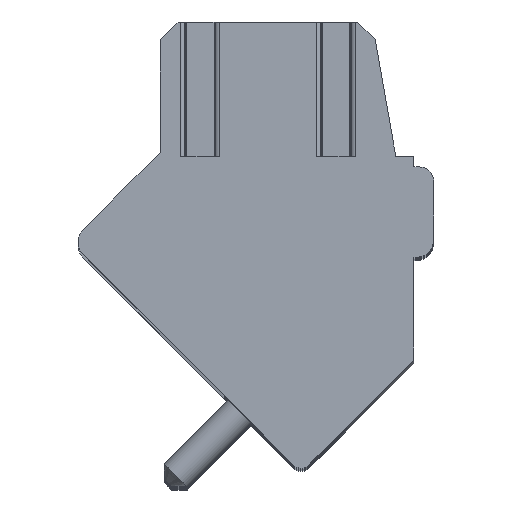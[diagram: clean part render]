
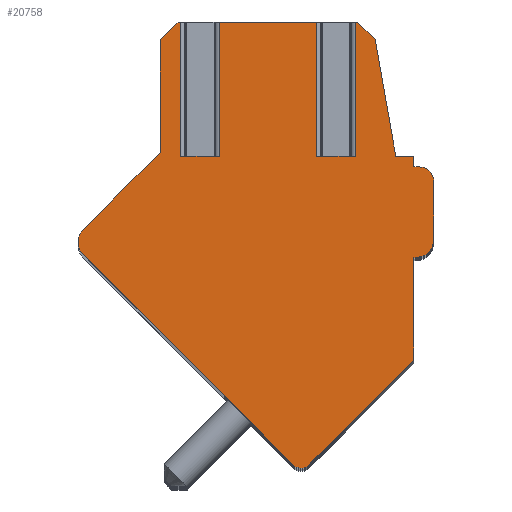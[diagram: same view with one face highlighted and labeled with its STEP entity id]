
A CAD part, top view. The second image highlights one B-rep face of the part: STEP entity #20758.
In plain terms, the highlighted planar face has unit normal (0, 0, 1).
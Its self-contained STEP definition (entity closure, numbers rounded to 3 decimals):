
#2637=DIRECTION('',(0.707,-0.707,0.));
#2638=VECTOR('',#2637,8.2);
#2639=CARTESIAN_POINT('',(-4.761,0.072,1.75));
#2640=LINE('',#2639,#2638);
#3040=DIRECTION('',(1.,0.,0.));
#3041=VECTOR('',#3040,1.07);
#3042=CARTESIAN_POINT('',(1.673,2.8,1.75));
#3043=LINE('',#3042,#3041);
#3044=DIRECTION('',(0.,1.,0.));
#3045=VECTOR('',#3044,3.7);
#3046=CARTESIAN_POINT('',(2.743,2.8,1.75));
#3047=LINE('',#3046,#3045);
#3048=DIRECTION('',(-1.,0.,0.));
#3049=VECTOR('',#3048,0.068);
#3050=CARTESIAN_POINT('',(2.811,6.5,1.75));
#3051=LINE('',#3050,#3049);
#3052=DIRECTION('',(-0.707,0.707,0.));
#3053=VECTOR('',#3052,0.677);
#3054=CARTESIAN_POINT('',(3.29,6.021,1.75));
#3055=LINE('',#3054,#3053);
#3056=DIRECTION('',(-0.174,0.985,0.));
#3057=VECTOR('',#3056,3.271);
#3058=CARTESIAN_POINT('',(3.858,2.8,1.75));
#3059=LINE('',#3058,#3057);
#3060=DIRECTION('',(-1.,0.,0.));
#3061=VECTOR('',#3060,0.5);
#3062=CARTESIAN_POINT('',(4.358,2.8,1.75));
#3063=LINE('',#3062,#3061);
#3064=DIRECTION('',(0.,1.,0.));
#3065=VECTOR('',#3064,0.3);
#3066=CARTESIAN_POINT('',(4.358,2.5,1.75));
#3067=LINE('',#3066,#3065);
#3068=DIRECTION('',(-1.,0.,0.));
#3069=VECTOR('',#3068,0.15);
#3070=CARTESIAN_POINT('',(4.508,2.5,1.75));
#3071=LINE('',#3070,#3069);
#3072=CARTESIAN_POINT('',(4.508,2.1,1.75));
#3073=DIRECTION('',(0.,0.,1.));
#3074=DIRECTION('',(1.,0.,0.));
#3075=AXIS2_PLACEMENT_3D('',#3072,#3073,#3074);
#3077=DIRECTION('',(0.,1.,0.));
#3078=VECTOR('',#3077,1.6);
#3079=CARTESIAN_POINT('',(4.908,0.5,1.75));
#3080=LINE('',#3079,#3078);
#3081=CARTESIAN_POINT('',(4.408,0.5,1.75));
#3082=DIRECTION('',(0.,0.,1.));
#3083=DIRECTION('',(0.,-1.,0.));
#3084=AXIS2_PLACEMENT_3D('',#3081,#3082,#3083);
#3086=DIRECTION('',(1.,0.,0.));
#3087=VECTOR('',#3086,0.05);
#3088=CARTESIAN_POINT('',(4.358,0.,1.75));
#3089=LINE('',#3088,#3087);
#3090=DIRECTION('',(0.,1.,0.));
#3091=VECTOR('',#3090,2.83);
#3092=CARTESIAN_POINT('',(4.358,-2.83,1.75));
#3093=LINE('',#3092,#3091);
#3094=DIRECTION('',(0.707,0.707,0.));
#3095=VECTOR('',#3094,4.096);
#3096=CARTESIAN_POINT('',(1.461,-5.727,1.75));
#3097=LINE('',#3096,#3095);
#3098=CARTESIAN_POINT('',(1.249,-5.515,1.75));
#3099=DIRECTION('',(0.,0.,1.));
#3100=DIRECTION('',(-0.707,-0.707,0.));
#3101=AXIS2_PLACEMENT_3D('',#3098,#3099,#3100);
#3103=CARTESIAN_POINT('',(-4.408,0.425,1.75));
#3104=DIRECTION('',(0.,0.,1.));
#3105=DIRECTION('',(-0.707,0.707,0.));
#3106=AXIS2_PLACEMENT_3D('',#3103,#3104,#3105);
#3108=DIRECTION('',(-0.707,-0.707,0.));
#3109=VECTOR('',#3108,2.997);
#3110=CARTESIAN_POINT('',(-2.642,2.898,1.75));
#3111=LINE('',#3110,#3109);
#3112=DIRECTION('',(0.,-1.,0.));
#3113=VECTOR('',#3112,3.111);
#3114=CARTESIAN_POINT('',(-2.642,6.009,1.75));
#3115=LINE('',#3114,#3113);
#3116=DIRECTION('',(-0.707,-0.707,0.));
#3117=VECTOR('',#3116,0.694);
#3118=CARTESIAN_POINT('',(-2.151,6.5,1.75));
#3119=LINE('',#3118,#3117);
#3120=DIRECTION('',(-1.,0.,0.));
#3121=VECTOR('',#3120,0.074);
#3122=CARTESIAN_POINT('',(-2.077,6.5,1.75));
#3123=LINE('',#3122,#3121);
#3124=DIRECTION('',(0.,1.,0.));
#3125=VECTOR('',#3124,3.7);
#3126=CARTESIAN_POINT('',(-2.077,2.8,1.75));
#3127=LINE('',#3126,#3125);
#3128=DIRECTION('',(1.,0.,0.));
#3129=VECTOR('',#3128,1.07);
#3130=CARTESIAN_POINT('',(-2.077,2.8,1.75));
#3131=LINE('',#3130,#3129);
#3132=DIRECTION('',(0.,1.,0.));
#3133=VECTOR('',#3132,3.7);
#3134=CARTESIAN_POINT('',(-1.007,2.8,1.75));
#3135=LINE('',#3134,#3133);
#3136=DIRECTION('',(-1.,0.,0.));
#3137=VECTOR('',#3136,2.68);
#3138=CARTESIAN_POINT('',(1.673,6.5,1.75));
#3139=LINE('',#3138,#3137);
#3140=DIRECTION('',(0.,1.,0.));
#3141=VECTOR('',#3140,3.7);
#3142=CARTESIAN_POINT('',(1.673,2.8,1.75));
#3143=LINE('',#3142,#3141);
#13334=CARTESIAN_POINT('',(1.673,2.8,1.75));
#13335=CARTESIAN_POINT('',(2.743,2.8,1.75));
#13336=VERTEX_POINT('',#13334);
#13337=VERTEX_POINT('',#13335);
#13338=CARTESIAN_POINT('',(2.743,6.5,1.75));
#13339=VERTEX_POINT('',#13338);
#13340=CARTESIAN_POINT('',(1.673,6.5,1.75));
#13341=VERTEX_POINT('',#13340);
#13354=CARTESIAN_POINT('',(-2.077,2.8,1.75));
#13355=CARTESIAN_POINT('',(-1.007,2.8,1.75));
#13356=VERTEX_POINT('',#13354);
#13357=VERTEX_POINT('',#13355);
#13358=CARTESIAN_POINT('',(-1.007,6.5,1.75));
#13359=VERTEX_POINT('',#13358);
#13360=CARTESIAN_POINT('',(-2.077,6.5,1.75));
#13361=VERTEX_POINT('',#13360);
#13452=CARTESIAN_POINT('',(1.037,-5.727,1.75));
#13453=CARTESIAN_POINT('',(1.461,-5.727,1.75));
#13454=VERTEX_POINT('',#13452);
#13455=VERTEX_POINT('',#13453);
#13456=CARTESIAN_POINT('',(4.358,-2.83,1.75));
#13457=VERTEX_POINT('',#13456);
#13458=CARTESIAN_POINT('',(4.358,0.,1.75));
#13459=VERTEX_POINT('',#13458);
#13460=CARTESIAN_POINT('',(4.408,0.,1.75));
#13461=VERTEX_POINT('',#13460);
#13462=CARTESIAN_POINT('',(4.908,0.5,1.75));
#13463=VERTEX_POINT('',#13462);
#13464=CARTESIAN_POINT('',(4.908,2.1,1.75));
#13465=VERTEX_POINT('',#13464);
#13466=CARTESIAN_POINT('',(4.508,2.5,1.75));
#13467=VERTEX_POINT('',#13466);
#13468=CARTESIAN_POINT('',(4.358,2.5,1.75));
#13469=VERTEX_POINT('',#13468);
#13470=CARTESIAN_POINT('',(4.358,2.8,1.75));
#13471=VERTEX_POINT('',#13470);
#13472=CARTESIAN_POINT('',(3.858,2.8,1.75));
#13473=VERTEX_POINT('',#13472);
#13474=CARTESIAN_POINT('',(3.29,6.021,1.75));
#13475=VERTEX_POINT('',#13474);
#13476=CARTESIAN_POINT('',(2.811,6.5,1.75));
#13477=VERTEX_POINT('',#13476);
#13478=CARTESIAN_POINT('',(-2.151,6.5,1.75));
#13479=CARTESIAN_POINT('',(-2.642,6.009,1.75));
#13480=VERTEX_POINT('',#13478);
#13481=VERTEX_POINT('',#13479);
#13482=CARTESIAN_POINT('',(-4.761,0.779,1.75));
#13483=CARTESIAN_POINT('',(-4.761,0.072,1.75));
#13484=VERTEX_POINT('',#13482);
#13485=VERTEX_POINT('',#13483);
#13490=CARTESIAN_POINT('',(-2.642,2.898,1.75));
#13492=VERTEX_POINT('',#13490);
#20715=CARTESIAN_POINT('',(0.,0.,1.75));
#20716=DIRECTION('',(0.,0.,1.));
#20717=DIRECTION('',(1.,0.,0.));
#20718=AXIS2_PLACEMENT_3D('',#20715,#20716,#20717);
#20719=PLANE('',#20718);
#20721=ORIENTED_EDGE('',*,*,#20720,.T.);
#20723=ORIENTED_EDGE('',*,*,#20722,.T.);
#20724=ORIENTED_EDGE('',*,*,#17268,.F.);
#20725=ORIENTED_EDGE('',*,*,#17520,.F.);
#20726=ORIENTED_EDGE('',*,*,#17534,.F.);
#20727=ORIENTED_EDGE('',*,*,#17548,.F.);
#20728=ORIENTED_EDGE('',*,*,#17681,.F.);
#20729=ORIENTED_EDGE('',*,*,#17697,.F.);
#20730=ORIENTED_EDGE('',*,*,#18437,.F.);
#20731=ORIENTED_EDGE('',*,*,#18674,.F.);
#20732=ORIENTED_EDGE('',*,*,#18911,.F.);
#20733=ORIENTED_EDGE('',*,*,#19148,.F.);
#20734=ORIENTED_EDGE('',*,*,#19392,.F.);
#20735=ORIENTED_EDGE('',*,*,#20182,.F.);
#20736=ORIENTED_EDGE('',*,*,#20392,.F.);
#20737=ORIENTED_EDGE('',*,*,#20233,.F.);
#20739=ORIENTED_EDGE('',*,*,#20738,.F.);
#20741=ORIENTED_EDGE('',*,*,#20740,.F.);
#20743=ORIENTED_EDGE('',*,*,#20742,.F.);
#20745=ORIENTED_EDGE('',*,*,#20744,.F.);
#20746=ORIENTED_EDGE('',*,*,#17300,.F.);
#20748=ORIENTED_EDGE('',*,*,#20747,.F.);
#20750=ORIENTED_EDGE('',*,*,#20749,.T.);
#20752=ORIENTED_EDGE('',*,*,#20751,.T.);
#20753=ORIENTED_EDGE('',*,*,#17284,.F.);
#20755=ORIENTED_EDGE('',*,*,#20754,.F.);
#20756=EDGE_LOOP('',(#20721,#20723,#20724,#20725,#20726,#20727,#20728,#20729,
#20730,#20731,#20732,#20733,#20734,#20735,#20736,#20737,#20739,#20741,#20743,
#20745,#20746,#20748,#20750,#20752,#20753,#20755));
#20757=FACE_OUTER_BOUND('',#20756,.F.);
#3076=CIRCLE('',#3075,0.4);
#3085=CIRCLE('',#3084,0.5);
#3102=CIRCLE('',#3101,0.3);
#3107=CIRCLE('',#3106,0.5);
#17268=EDGE_CURVE('',#13477,#13339,#3051,.T.);
#17284=EDGE_CURVE('',#13341,#13359,#3139,.T.);
#17300=EDGE_CURVE('',#13361,#13480,#3123,.T.);
#17520=EDGE_CURVE('',#13475,#13477,#3055,.T.);
#17534=EDGE_CURVE('',#13473,#13475,#3059,.T.);
#17548=EDGE_CURVE('',#13471,#13473,#3063,.T.);
#17681=EDGE_CURVE('',#13469,#13471,#3067,.T.);
#17697=EDGE_CURVE('',#13467,#13469,#3071,.T.);
#18437=EDGE_CURVE('',#13465,#13467,#3076,.T.);
#18674=EDGE_CURVE('',#13463,#13465,#3080,.T.);
#18911=EDGE_CURVE('',#13461,#13463,#3085,.T.);
#19148=EDGE_CURVE('',#13459,#13461,#3089,.T.);
#19392=EDGE_CURVE('',#13457,#13459,#3093,.T.);
#20182=EDGE_CURVE('',#13455,#13457,#3097,.T.);
#20233=EDGE_CURVE('',#13485,#13454,#2640,.T.);
#20392=EDGE_CURVE('',#13454,#13455,#3102,.T.);
#20720=EDGE_CURVE('',#13336,#13337,#3043,.T.);
#20722=EDGE_CURVE('',#13337,#13339,#3047,.T.);
#20738=EDGE_CURVE('',#13484,#13485,#3107,.T.);
#20740=EDGE_CURVE('',#13492,#13484,#3111,.T.);
#20742=EDGE_CURVE('',#13481,#13492,#3115,.T.);
#20744=EDGE_CURVE('',#13480,#13481,#3119,.T.);
#20747=EDGE_CURVE('',#13356,#13361,#3127,.T.);
#20749=EDGE_CURVE('',#13356,#13357,#3131,.T.);
#20751=EDGE_CURVE('',#13357,#13359,#3135,.T.);
#20754=EDGE_CURVE('',#13336,#13341,#3143,.T.);
#20758=ADVANCED_FACE('',(#20757),#20719,.T.);
